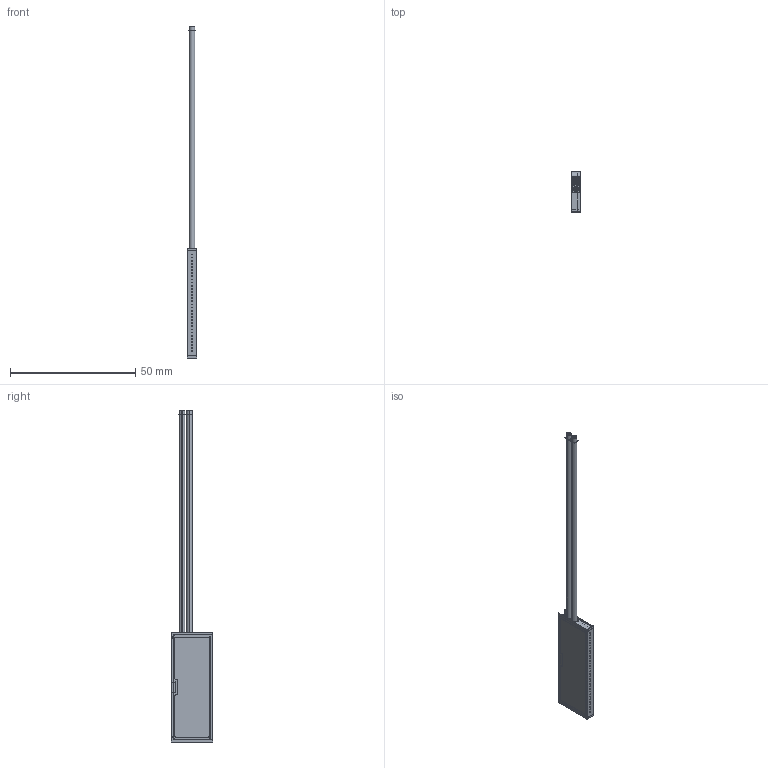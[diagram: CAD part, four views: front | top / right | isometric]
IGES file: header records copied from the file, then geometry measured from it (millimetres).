
Start section:  PTC IGES file: 193972.igs
Global section: file name: 193972.igs; native system: Creo Parametric by Parametric Technology Corporation; preprocessor: 2013230; author: pdmadmin; organization: Unknown; date: 20160309.124055; units: millimetre
Bounding box: 3.65 x 16.64 x 132.29 mm (x, y, z)
Volume: 2952.4 mm3; surface area: 32859.6 mm2
Topology: 50 solids, 50 shells, 818 faces, 3858 edges, 4892 vertices
Faces by surface type: revolution 440, bspline 378
